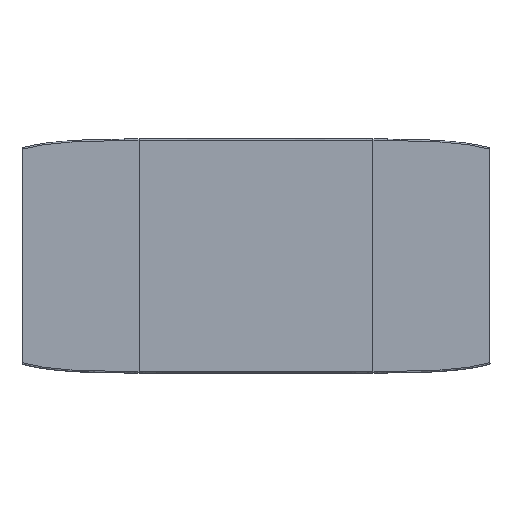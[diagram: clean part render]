
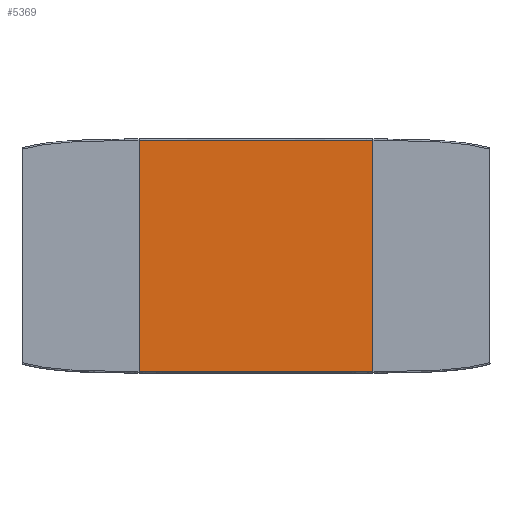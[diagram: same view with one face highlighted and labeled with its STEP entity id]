
A CAD part, top view. The second image highlights one B-rep face of the part: STEP entity #5369.
In plain terms, the highlighted planar face has unit normal (0, 0, 1).
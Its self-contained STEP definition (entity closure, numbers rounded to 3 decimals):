
#3943=DIRECTION('',(-1.,0.,0.));
#3944=VECTOR('',#3943,800.);
#3945=CARTESIAN_POINT('',(400.024,-394.942,1050.));
#3946=LINE('',#3945,#3944);
#4150=DIRECTION('',(0.,-1.,0.));
#4151=VECTOR('',#4150,790.);
#4152=CARTESIAN_POINT('',(-399.976,395.058,1050.));
#4153=LINE('',#4152,#4151);
#4154=DIRECTION('',(0.,1.,0.));
#4155=VECTOR('',#4154,790.);
#4156=CARTESIAN_POINT('',(400.024,-394.942,1050.));
#4157=LINE('',#4156,#4155);
#4175=DIRECTION('',(1.,0.,0.));
#4176=VECTOR('',#4175,800.);
#4177=CARTESIAN_POINT('',(-399.976,395.058,1050.));
#4178=LINE('',#4177,#4176);
#4811=CARTESIAN_POINT('',(-399.976,395.058,1050.));
#4812=CARTESIAN_POINT('',(-399.976,-394.942,1050.));
#4813=VERTEX_POINT('',#4811);
#4814=VERTEX_POINT('',#4812);
#4834=CARTESIAN_POINT('',(400.024,-394.942,1050.));
#4836=VERTEX_POINT('',#4834);
#4842=CARTESIAN_POINT('',(400.024,395.058,1050.));
#4843=VERTEX_POINT('',#4842);
#5356=CARTESIAN_POINT('',(-480.096,-474.062,1050.));
#5357=DIRECTION('',(0.,0.,1.));
#5358=DIRECTION('',(1.,0.,0.));
#5359=AXIS2_PLACEMENT_3D('',#5356,#5357,#5358);
#5360=PLANE('',#5359);
#5361=ORIENTED_EDGE('',*,*,#5344,.F.);
#5363=ORIENTED_EDGE('',*,*,#5362,.T.);
#5365=ORIENTED_EDGE('',*,*,#5364,.F.);
#5366=ORIENTED_EDGE('',*,*,#5004,.T.);
#5367=EDGE_LOOP('',(#5361,#5363,#5365,#5366));
#5368=FACE_OUTER_BOUND('',#5367,.F.);
#5369=ADVANCED_FACE('',(#5368),#5360,.T.);
#5004=EDGE_CURVE('',#4836,#4814,#3946,.T.);
#5344=EDGE_CURVE('',#4813,#4814,#4153,.T.);
#5362=EDGE_CURVE('',#4813,#4843,#4178,.T.);
#5364=EDGE_CURVE('',#4836,#4843,#4157,.T.);
